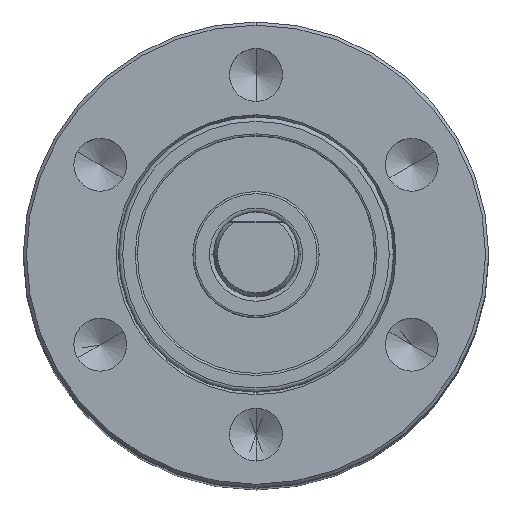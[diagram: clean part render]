
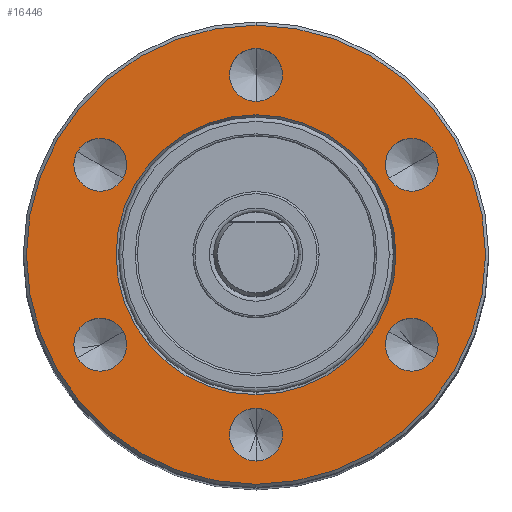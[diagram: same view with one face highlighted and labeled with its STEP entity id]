
A CAD part, top view. The second image highlights one B-rep face of the part: STEP entity #16446.
In plain terms, the highlighted planar face has unit normal (0, 0, 1).
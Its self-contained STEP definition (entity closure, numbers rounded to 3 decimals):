
#3094=CARTESIAN_POINT('',(0.,0.,67.5));
#3095=DIRECTION('',(0.,0.,1.));
#3096=DIRECTION('',(0.,-1.,0.));
#3097=AXIS2_PLACEMENT_3D('',#3094,#3095,#3096);
#3099=CARTESIAN_POINT('',(0.,0.,67.5));
#3100=DIRECTION('',(0.,0.,1.));
#3101=DIRECTION('',(0.,1.,0.));
#3102=AXIS2_PLACEMENT_3D('',#3099,#3100,#3101);
#3104=CARTESIAN_POINT('',(0.,0.,67.5));
#3105=DIRECTION('',(0.,0.,1.));
#3106=DIRECTION('',(0.,-1.,0.));
#3107=AXIS2_PLACEMENT_3D('',#3104,#3105,#3106);
#3109=CARTESIAN_POINT('',(0.,0.,67.5));
#3110=DIRECTION('',(0.,0.,1.));
#3111=DIRECTION('',(0.,1.,0.));
#3112=AXIS2_PLACEMENT_3D('',#3109,#3110,#3111);
#3114=CARTESIAN_POINT('',(0.,8.5,67.5));
#3115=DIRECTION('',(0.,0.,1.));
#3116=DIRECTION('',(0.,-1.,0.));
#3117=AXIS2_PLACEMENT_3D('',#3114,#3115,#3116);
#3119=CARTESIAN_POINT('',(0.,8.5,67.5));
#3120=DIRECTION('',(0.,0.,1.));
#3121=DIRECTION('',(0.,1.,0.));
#3122=AXIS2_PLACEMENT_3D('',#3119,#3120,#3121);
#3124=CARTESIAN_POINT('',(7.361,4.25,67.5));
#3125=DIRECTION('',(0.,0.,1.));
#3126=DIRECTION('',(-0.866,-0.5,0.));
#3127=AXIS2_PLACEMENT_3D('',#3124,#3125,#3126);
#3129=CARTESIAN_POINT('',(7.361,4.25,67.5));
#3130=DIRECTION('',(0.,0.,1.));
#3131=DIRECTION('',(0.866,0.5,0.));
#3132=AXIS2_PLACEMENT_3D('',#3129,#3130,#3131);
#3134=CARTESIAN_POINT('',(7.361,-4.25,67.5));
#3135=DIRECTION('',(0.,0.,1.));
#3136=DIRECTION('',(-0.866,0.5,0.));
#3137=AXIS2_PLACEMENT_3D('',#3134,#3135,#3136);
#3139=CARTESIAN_POINT('',(7.361,-4.25,67.5));
#3140=DIRECTION('',(0.,0.,1.));
#3141=DIRECTION('',(0.866,-0.5,0.));
#3142=AXIS2_PLACEMENT_3D('',#3139,#3140,#3141);
#3144=CARTESIAN_POINT('',(0.,-8.5,67.5));
#3145=DIRECTION('',(0.,0.,1.));
#3146=DIRECTION('',(0.,1.,0.));
#3147=AXIS2_PLACEMENT_3D('',#3144,#3145,#3146);
#3149=CARTESIAN_POINT('',(0.,-8.5,67.5));
#3150=DIRECTION('',(0.,0.,1.));
#3151=DIRECTION('',(0.,-1.,0.));
#3152=AXIS2_PLACEMENT_3D('',#3149,#3150,#3151);
#3154=CARTESIAN_POINT('',(-7.361,-4.25,67.5));
#3155=DIRECTION('',(0.,0.,1.));
#3156=DIRECTION('',(0.866,0.5,0.));
#3157=AXIS2_PLACEMENT_3D('',#3154,#3155,#3156);
#3159=CARTESIAN_POINT('',(-7.361,-4.25,67.5));
#3160=DIRECTION('',(0.,0.,1.));
#3161=DIRECTION('',(-0.866,-0.5,0.));
#3162=AXIS2_PLACEMENT_3D('',#3159,#3160,#3161);
#3164=CARTESIAN_POINT('',(-7.361,4.25,67.5));
#3165=DIRECTION('',(0.,0.,1.));
#3166=DIRECTION('',(0.866,-0.5,0.));
#3167=AXIS2_PLACEMENT_3D('',#3164,#3165,#3166);
#3169=CARTESIAN_POINT('',(-7.361,4.25,67.5));
#3170=DIRECTION('',(0.,0.,1.));
#3171=DIRECTION('',(-0.866,0.5,0.));
#3172=AXIS2_PLACEMENT_3D('',#3169,#3170,#3171);
#11702=CARTESIAN_POINT('',(0.,-6.615,67.5));
#11703=CARTESIAN_POINT('',(0.,6.615,67.5));
#11704=VERTEX_POINT('',#11702);
#11705=VERTEX_POINT('',#11703);
#11720=CARTESIAN_POINT('',(0.,7.25,67.5));
#11721=CARTESIAN_POINT('',(0.,9.75,67.5));
#11722=VERTEX_POINT('',#11720);
#11723=VERTEX_POINT('',#11721);
#11730=CARTESIAN_POINT('',(6.279,3.625,67.5));
#11731=CARTESIAN_POINT('',(8.444,4.875,67.5));
#11732=VERTEX_POINT('',#11730);
#11733=VERTEX_POINT('',#11731);
#11740=CARTESIAN_POINT('',(6.279,-3.625,67.5));
#11741=CARTESIAN_POINT('',(8.444,-4.875,67.5));
#11742=VERTEX_POINT('',#11740);
#11743=VERTEX_POINT('',#11741);
#11750=CARTESIAN_POINT('',(0.,-7.25,67.5));
#11751=CARTESIAN_POINT('',(0.,-9.75,67.5));
#11752=VERTEX_POINT('',#11750);
#11753=VERTEX_POINT('',#11751);
#11760=CARTESIAN_POINT('',(-6.279,-3.625,67.5));
#11761=CARTESIAN_POINT('',(-8.444,-4.875,67.5));
#11762=VERTEX_POINT('',#11760);
#11763=VERTEX_POINT('',#11761);
#11770=CARTESIAN_POINT('',(-6.279,3.625,67.5));
#11771=CARTESIAN_POINT('',(-8.444,4.875,67.5));
#11772=VERTEX_POINT('',#11770);
#11773=VERTEX_POINT('',#11771);
#11774=CARTESIAN_POINT('',(0.,-10.85,67.5));
#11775=CARTESIAN_POINT('',(0.,10.85,67.5));
#11776=VERTEX_POINT('',#11774);
#11777=VERTEX_POINT('',#11775);
#16394=CARTESIAN_POINT('',(0.,0.,67.5));
#16395=DIRECTION('',(0.,0.,-1.));
#16396=DIRECTION('',(0.,1.,0.));
#16397=AXIS2_PLACEMENT_3D('',#16394,#16395,#16396);
#16398=PLANE('',#16397);
#16399=ORIENTED_EDGE('',*,*,#16384,.F.);
#16401=ORIENTED_EDGE('',*,*,#16400,.F.);
#16402=EDGE_LOOP('',(#16399,#16401));
#16403=FACE_OUTER_BOUND('',#16402,.F.);
#16405=ORIENTED_EDGE('',*,*,#16404,.T.);
#16407=ORIENTED_EDGE('',*,*,#16406,.T.);
#16408=EDGE_LOOP('',(#16405,#16407));
#16409=FACE_BOUND('',#16408,.F.);
#16411=ORIENTED_EDGE('',*,*,#16410,.T.);
#16413=ORIENTED_EDGE('',*,*,#16412,.T.);
#16414=EDGE_LOOP('',(#16411,#16413));
#16415=FACE_BOUND('',#16414,.F.);
#16417=ORIENTED_EDGE('',*,*,#16416,.T.);
#16419=ORIENTED_EDGE('',*,*,#16418,.T.);
#16420=EDGE_LOOP('',(#16417,#16419));
#16421=FACE_BOUND('',#16420,.F.);
#16423=ORIENTED_EDGE('',*,*,#16422,.T.);
#16425=ORIENTED_EDGE('',*,*,#16424,.T.);
#16426=EDGE_LOOP('',(#16423,#16425));
#16427=FACE_BOUND('',#16426,.F.);
#16429=ORIENTED_EDGE('',*,*,#16428,.T.);
#16431=ORIENTED_EDGE('',*,*,#16430,.T.);
#16432=EDGE_LOOP('',(#16429,#16431));
#16433=FACE_BOUND('',#16432,.F.);
#16435=ORIENTED_EDGE('',*,*,#16434,.T.);
#16437=ORIENTED_EDGE('',*,*,#16436,.T.);
#16438=EDGE_LOOP('',(#16435,#16437));
#16439=FACE_BOUND('',#16438,.F.);
#16441=ORIENTED_EDGE('',*,*,#16440,.T.);
#16443=ORIENTED_EDGE('',*,*,#16442,.T.);
#16444=EDGE_LOOP('',(#16441,#16443));
#16445=FACE_BOUND('',#16444,.F.);
#16446=ADVANCED_FACE('',(#16403,#16409,#16415,#16421,#16427,#16433,#16439,
#16445),#16398,.F.);
#3098=CIRCLE('',#3097,10.85);
#3103=CIRCLE('',#3102,10.85);
#3108=CIRCLE('',#3107,6.615);
#3113=CIRCLE('',#3112,6.615);
#3118=CIRCLE('',#3117,1.25);
#3123=CIRCLE('',#3122,1.25);
#3128=CIRCLE('',#3127,1.25);
#3133=CIRCLE('',#3132,1.25);
#3138=CIRCLE('',#3137,1.25);
#3143=CIRCLE('',#3142,1.25);
#3148=CIRCLE('',#3147,1.25);
#3153=CIRCLE('',#3152,1.25);
#3158=CIRCLE('',#3157,1.25);
#3163=CIRCLE('',#3162,1.25);
#3168=CIRCLE('',#3167,1.25);
#3173=CIRCLE('',#3172,1.25);
#16384=EDGE_CURVE('',#11776,#11777,#3098,.T.);
#16400=EDGE_CURVE('',#11777,#11776,#3103,.T.);
#16404=EDGE_CURVE('',#11704,#11705,#3108,.T.);
#16406=EDGE_CURVE('',#11705,#11704,#3113,.T.);
#16410=EDGE_CURVE('',#11722,#11723,#3118,.T.);
#16412=EDGE_CURVE('',#11723,#11722,#3123,.T.);
#16416=EDGE_CURVE('',#11732,#11733,#3128,.T.);
#16418=EDGE_CURVE('',#11733,#11732,#3133,.T.);
#16422=EDGE_CURVE('',#11742,#11743,#3138,.T.);
#16424=EDGE_CURVE('',#11743,#11742,#3143,.T.);
#16428=EDGE_CURVE('',#11752,#11753,#3148,.T.);
#16430=EDGE_CURVE('',#11753,#11752,#3153,.T.);
#16434=EDGE_CURVE('',#11762,#11763,#3158,.T.);
#16436=EDGE_CURVE('',#11763,#11762,#3163,.T.);
#16440=EDGE_CURVE('',#11772,#11773,#3168,.T.);
#16442=EDGE_CURVE('',#11773,#11772,#3173,.T.);
